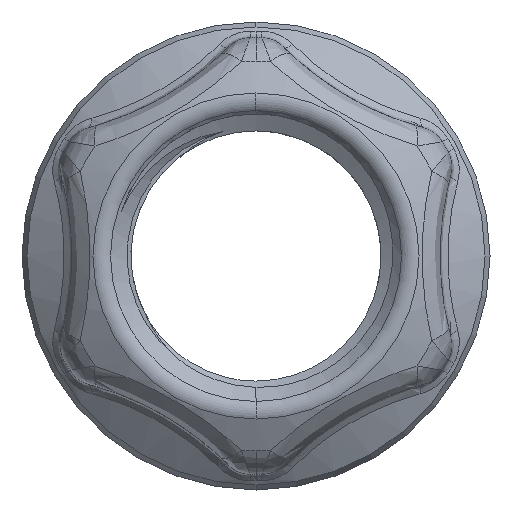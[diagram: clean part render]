
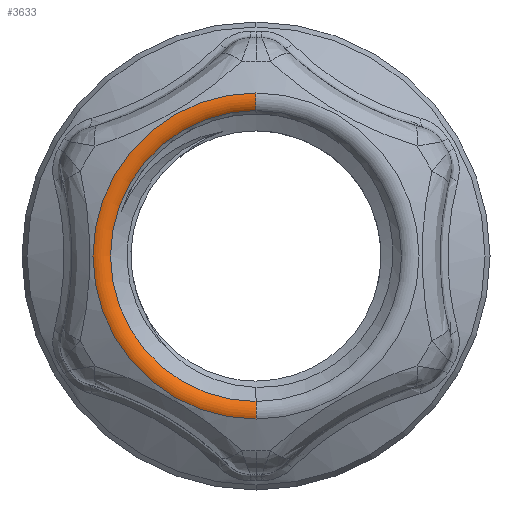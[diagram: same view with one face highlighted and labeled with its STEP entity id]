
A CAD part, left-side view. The second image highlights one B-rep face of the part: STEP entity #3633.
In plain terms, the highlighted toroidal (fillet/blend) face has major radius 10.032 mm and minor radius 1 mm.
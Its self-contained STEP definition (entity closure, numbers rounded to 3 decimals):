
#107 = VERTEX_POINT ( 'NONE', #4694 ) ;
#174 = CIRCLE ( 'NONE', #5028, 10.45 ) ;
#433 = CIRCLE ( 'NONE', #6916, 1. ) ;
#712 = EDGE_CURVE ( 'NONE', #6868, #6384, #5420, .T. ) ;
#1231 = EDGE_CURVE ( 'NONE', #6384, #107, #174, .T. ) ;
#1454 = DIRECTION ( 'NONE',  ( 0., -1., 0. ) ) ;
#1545 = ORIENTED_EDGE ( 'NONE', *, *, #1231, .F. ) ;
#1604 = DIRECTION ( 'NONE',  ( 1., 0., 0. ) ) ;
#1943 = ORIENTED_EDGE ( 'NONE', *, *, #4616, .F. ) ;
#2362 = CARTESIAN_POINT ( 'NONE',  ( -1.798, 0., -9.325 ) ) ;
#2404 = DIRECTION ( 'NONE',  ( 1., 0., 0. ) ) ;
#2912 = VERTEX_POINT ( 'NONE', #3208 ) ;
#3208 = CARTESIAN_POINT ( 'NONE',  ( -1.798, 0., 9.325 ) ) ;
#3353 = DIRECTION ( 'NONE',  ( 0., 0., -1. ) ) ;
#3413 = CARTESIAN_POINT ( 'NONE',  ( -1.09, 0., 0. ) ) ;
#3530 = DIRECTION ( 'NONE',  ( 0., 0., -1. ) ) ;
#3633 = ADVANCED_FACE ( 'NONE', ( #6489 ), #6672, .T. ) ;
#3836 = EDGE_CURVE ( 'NONE', #2912, #107, #433, .T. ) ;
#3844 = AXIS2_PLACEMENT_3D ( 'NONE', #3413, #1604, #3353 ) ;
#4015 = DIRECTION ( 'NONE',  ( 0., 0., 1. ) ) ;
#4218 = CARTESIAN_POINT ( 'NONE',  ( -1.999, 0., 0. ) ) ;
#4605 = CARTESIAN_POINT ( 'NONE',  ( -1.798, 0., 0. ) ) ;
#4616 = EDGE_CURVE ( 'NONE', #2912, #6868, #6224, .T. ) ;
#4694 = CARTESIAN_POINT ( 'NONE',  ( -1.999, 0., 10.45 ) ) ;
#5002 = ORIENTED_EDGE ( 'NONE', *, *, #712, .F. ) ;
#5028 = AXIS2_PLACEMENT_3D ( 'NONE', #4218, #2404, #3530 ) ;
#5420 = CIRCLE ( 'NONE', #7335, 1. ) ;
#5457 = DIRECTION ( 'NONE',  ( 0., 1., 0. ) ) ;
#5641 = CARTESIAN_POINT ( 'NONE',  ( -1.999, 0., -10.45 ) ) ;
#5914 = ORIENTED_EDGE ( 'NONE', *, *, #3836, .T. ) ;
#6139 = DIRECTION ( 'NONE',  ( 0., 0., 1. ) ) ;
#6144 = DIRECTION ( 'NONE',  ( 0., 0., -1. ) ) ;
#6207 = AXIS2_PLACEMENT_3D ( 'NONE', #4605, #7463, #4015 ) ;
#6224 = CIRCLE ( 'NONE', #6207, 9.325 ) ;
#6384 = VERTEX_POINT ( 'NONE', #5641 ) ;
#6489 = FACE_OUTER_BOUND ( 'NONE', #7210, .T. ) ;
#6672 = TOROIDAL_SURFACE ( 'NONE', #3844, 10.032, 1. ) ;
#6868 = VERTEX_POINT ( 'NONE', #2362 ) ;
#6916 = AXIS2_PLACEMENT_3D ( 'NONE', #7186, #5457, #6139 ) ;
#7186 = CARTESIAN_POINT ( 'NONE',  ( -1.09, 0., 10.032 ) ) ;
#7191 = CARTESIAN_POINT ( 'NONE',  ( -1.09, 0., -10.032 ) ) ;
#7210 = EDGE_LOOP ( 'NONE', ( #1943, #5914, #1545, #5002 ) ) ;
#7335 = AXIS2_PLACEMENT_3D ( 'NONE', #7191, #1454, #6144 ) ;
#7463 = DIRECTION ( 'NONE',  ( -1., 0., 0. ) ) ;
